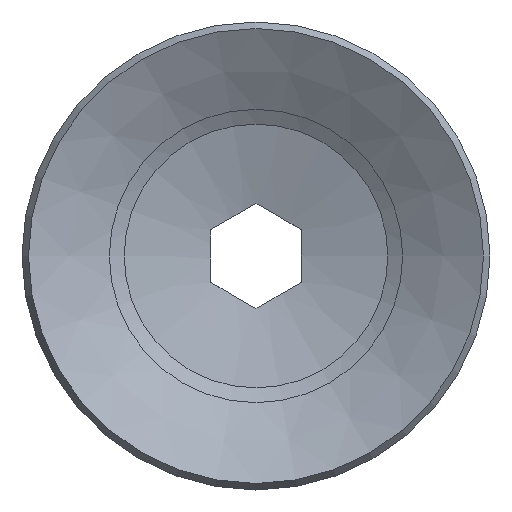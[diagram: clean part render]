
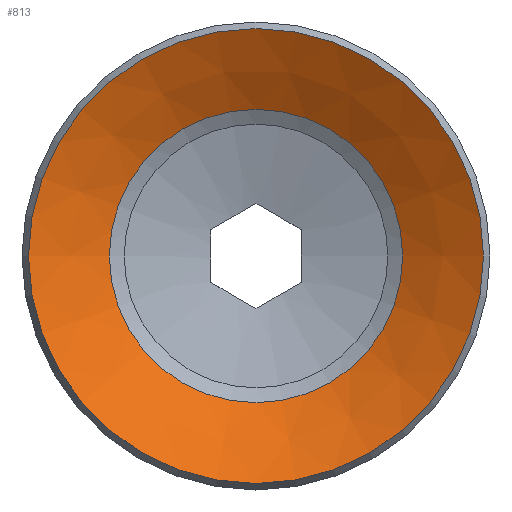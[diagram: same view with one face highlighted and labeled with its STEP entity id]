
A CAD part, front view. The second image highlights one B-rep face of the part: STEP entity #813.
In plain terms, the highlighted conical face has half-angle 60 degrees and reference radius 5 mm.
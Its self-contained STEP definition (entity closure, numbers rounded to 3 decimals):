
#46=CONICAL_SURFACE('',#888,5.,1.047);
#139=ORIENTED_EDGE('',*,*,#218,.F.);
#140=ORIENTED_EDGE('',*,*,#217,.T.);
#217=EDGE_CURVE('',#270,#270,#311,.T.);
#218=EDGE_CURVE('',#271,#271,#312,.T.);
#270=VERTEX_POINT('',#1173);
#271=VERTEX_POINT('',#1176);
#311=CIRCLE('',#887,5.);
#312=CIRCLE('',#889,3.224);
#375=EDGE_LOOP('',(#139));
#376=EDGE_LOOP('',(#140));
#453=FACE_BOUND('',#375,.T.);
#454=FACE_BOUND('',#376,.T.);
#813=ADVANCED_FACE('',(#453,#454),#46,.F.);
#887=AXIS2_PLACEMENT_3D('',#1172,#1027,#1028);
#888=AXIS2_PLACEMENT_3D('',#1174,#1029,#1030);
#889=AXIS2_PLACEMENT_3D('',#1175,#1031,#1032);
#1027=DIRECTION('',(0.,-1.,0.));
#1028=DIRECTION('',(1.,0.,0.));
#1029=DIRECTION('',(0.,-1.,0.));
#1030=DIRECTION('',(1.,0.,0.));
#1031=DIRECTION('',(0.,-1.,0.));
#1032=DIRECTION('',(1.,0.,0.));
#1172=CARTESIAN_POINT('',(0.,0.,0.));
#1173=CARTESIAN_POINT('',(5.,0.,0.));
#1174=CARTESIAN_POINT('',(0.,0.,0.));
#1175=CARTESIAN_POINT('',(0.,1.025,0.));
#1176=CARTESIAN_POINT('',(3.224,1.025,0.));
